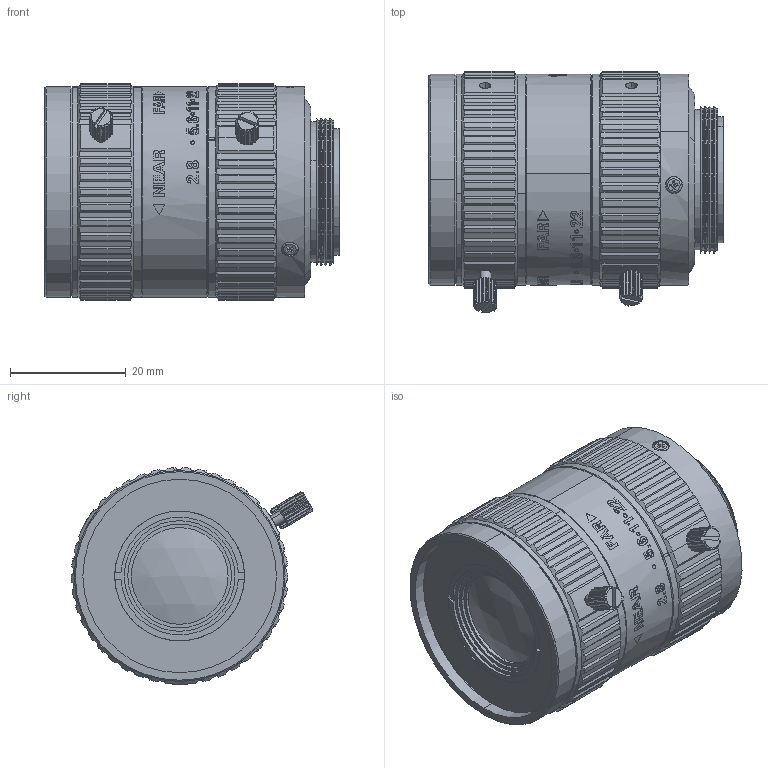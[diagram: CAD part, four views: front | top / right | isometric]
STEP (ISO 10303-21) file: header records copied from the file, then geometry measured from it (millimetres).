
FILE_DESCRIPTION((''),'2;1');
FILE_NAME('16MM_1_1INCH_ASM_ASM','2021-08-07T08:39:29',('Administrator'),(''),'CREO PARAMETRIC BY PTC INC, 2020053','CREO PARAMETRIC BY PTC INC, 2020053','');
FILE_SCHEMA(('CONFIG_CONTROL_DESIGN'));
Products named in the file (2): _16MM_1_1INCH_ASM; 16MM_1_1INCH_ASM_ASM
Assembly tree (1 placements, depth 2):
  16MM_1_1INCH_ASM_ASM
    _16MM_1_1INCH_ASM
Bounding box: 50.77 x 41.66 x 37.39 mm (x, y, z)
Volume: 24147.8 mm3; surface area: 26912.6 mm2
Topology: 1 solids, 3 shells, 1450 faces, 3995 edges, 2641 vertices
Faces by surface type: plane 661, cylinder 385, bspline 234, extrusion 86, cone 71, torus 9, sphere 4
Entity records: 61802 total; most frequent: CARTESIAN_POINT 27338, ORIENTED_EDGE 7930, DIRECTION 5875, EDGE_CURVE 3989, VERTEX_POINT 2641, AXIS2_PLACEMENT_3D 2067, VECTOR 1741, LINE 1655
